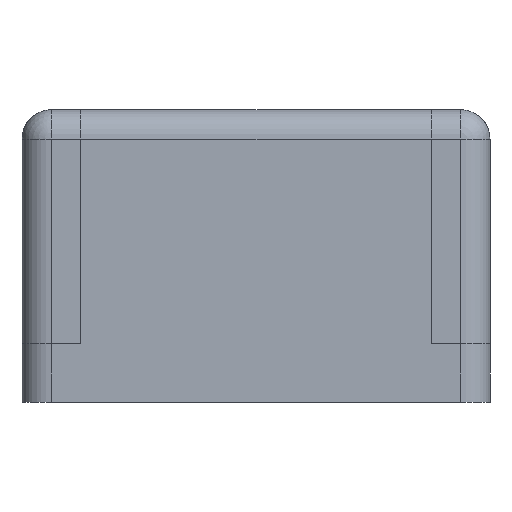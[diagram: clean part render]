
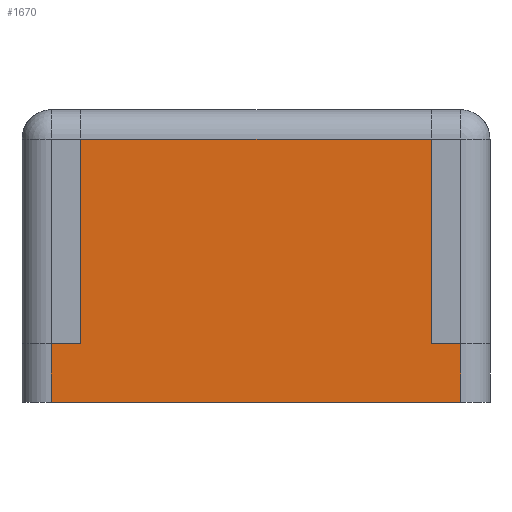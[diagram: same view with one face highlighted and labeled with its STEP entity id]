
A CAD part, left-side view. The second image highlights one B-rep face of the part: STEP entity #1670.
In plain terms, the highlighted planar face has unit normal (-1, 0, 0).
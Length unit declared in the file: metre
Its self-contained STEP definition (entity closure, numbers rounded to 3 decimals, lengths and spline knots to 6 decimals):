
#399=ORIENTED_EDGE('',*,*,#837,.T.);
#400=ORIENTED_EDGE('',*,*,#838,.T.);
#401=ORIENTED_EDGE('',*,*,#833,.F.);
#402=ORIENTED_EDGE('',*,*,#839,.F.);
#403=ORIENTED_EDGE('',*,*,#840,.T.);
#404=ORIENTED_EDGE('',*,*,#841,.T.);
#405=ORIENTED_EDGE('',*,*,#830,.F.);
#406=ORIENTED_EDGE('',*,*,#842,.T.);
#830=EDGE_CURVE('',#1038,#1039,#1136,.T.);
#833=EDGE_CURVE('',#1040,#1041,#1139,.T.);
#837=EDGE_CURVE('',#1044,#1045,#1141,.T.);
#838=EDGE_CURVE('',#1045,#1041,#1142,.T.);
#839=EDGE_CURVE('',#1046,#1040,#1143,.T.);
#840=EDGE_CURVE('',#1046,#1047,#1144,.F.);
#841=EDGE_CURVE('',#1047,#1039,#1145,.T.);
#842=EDGE_CURVE('',#1038,#1044,#1146,.F.);
#1038=VERTEX_POINT('',#3452);
#1039=VERTEX_POINT('',#3454);
#1040=VERTEX_POINT('',#3457);
#1041=VERTEX_POINT('',#3459);
#1044=VERTEX_POINT('',#3467);
#1045=VERTEX_POINT('',#3468);
#1046=VERTEX_POINT('',#3471);
#1047=VERTEX_POINT('',#3473);
#1136=LINE('',#3453,#1274);
#1139=LINE('',#3458,#1277);
#1141=LINE('',#3466,#1279);
#1142=LINE('',#3469,#1280);
#1143=LINE('',#3470,#1281);
#1144=LINE('',#3472,#1282);
#1145=LINE('',#3474,#1283);
#1146=LINE('',#3475,#1284);
#1274=VECTOR('',#2036,1.);
#1277=VECTOR('',#2039,1.);
#1279=VECTOR('',#2047,1.);
#1280=VECTOR('',#2048,1.);
#1281=VECTOR('',#2049,1.);
#1282=VECTOR('',#2050,1.);
#1283=VECTOR('',#2051,1.);
#1284=VECTOR('',#2052,1.);
#1387=EDGE_LOOP('',(#399,#400,#401,#402,#403,#404,#405,#406));
#1500=FACE_BOUND('',#1387,.T.);
#1573=PLANE('',#1800);
#1670=ADVANCED_FACE('',(#1500),#1573,.T.);
#1800=AXIS2_PLACEMENT_3D('',#3465,#2045,#2046);
#2036=DIRECTION('',(0.,-1.,0.));
#2039=DIRECTION('',(0.,-1.,0.));
#2045=DIRECTION('',(-1.,0.,0.));
#2046=DIRECTION('',(0.,0.,1.));
#2047=DIRECTION('',(0.,-1.,0.));
#2048=DIRECTION('',(0.,0.,1.));
#2049=DIRECTION('',(0.,0.,-1.));
#2050=DIRECTION('',(0.,-1.,0.));
#2051=DIRECTION('',(0.,0.,-1.));
#2052=DIRECTION('',(0.,0.,1.));
#3452=CARTESIAN_POINT('',(-0.046331,0.029916,0.));
#3453=CARTESIAN_POINT('',(-0.046331,0.029916,0.));
#3454=CARTESIAN_POINT('',(-0.046331,0.028416,0.));
#3457=CARTESIAN_POINT('',(-0.046331,0.010416,0.));
#3458=CARTESIAN_POINT('',(-0.046331,0.029916,0.));
#3459=CARTESIAN_POINT('',(-0.046331,0.008916,0.));
#3465=CARTESIAN_POINT('',(-0.046331,0.029916,-0.003));
#3466=CARTESIAN_POINT('',(-0.046331,0.029916,-0.003));
#3467=CARTESIAN_POINT('',(-0.046331,0.029916,-0.003));
#3468=CARTESIAN_POINT('',(-0.046331,0.008916,-0.003));
#3469=CARTESIAN_POINT('',(-0.046331,0.008916,-0.003));
#3470=CARTESIAN_POINT('',(-0.046331,0.010416,0.012));
#3471=CARTESIAN_POINT('',(-0.046331,0.010416,0.0105));
#3472=CARTESIAN_POINT('',(-0.046331,0.029916,0.0105));
#3473=CARTESIAN_POINT('',(-0.046331,0.028416,0.0105));
#3474=CARTESIAN_POINT('',(-0.046331,0.028416,0.012));
#3475=CARTESIAN_POINT('',(-0.046331,0.029916,-0.003));
